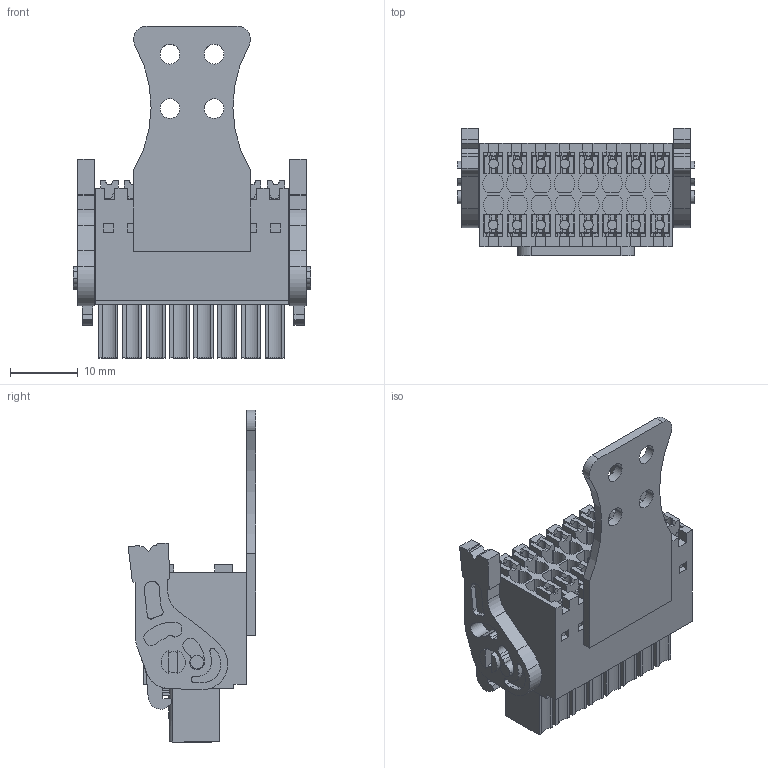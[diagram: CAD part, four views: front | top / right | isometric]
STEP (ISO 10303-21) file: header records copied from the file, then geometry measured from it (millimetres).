
FILE_DESCRIPTION(('CATIA V5R24 STEP','CAx-IF Rec.Pracs.--- Model Styling and Organization---1.2---2011-12-15'),'2;1');
FILE_NAME ('D1461662_0', '2017-12-08T11:32:18+00:00', ('Weidmueller Interface'), ('Weidmueller'), 'CATIA Version 5-6 Release 2014 SP4 HF52', 'CATIA V5 STEP AP214', 'none');
FILE_SCHEMA(('AUTOMOTIVE_DESIGN { 1 0 10303 214 1 1 1 1 }'));
Length unit declared in the file: millimetre
Products named in the file (1): 2054540000
Bounding box: 34.9 x 18.8 x 48.85 mm (x, y, z)
Volume: 9221 mm3; surface area: 9018.5 mm2
Topology: 20 solids, 20 shells, 1170 faces, 3264 edges, 2170 vertices
Faces by surface type: plane 976, cylinder 150, extrusion 44
Entity records: 37221 total; most frequent: CARTESIAN_POINT 7590, ORIENTED_EDGE 6528, DIRECTION 4690, EDGE_CURVE 3264, VECTOR 2730, LINE 2686, VERTEX_POINT 2170, EDGE_LOOP 1258
